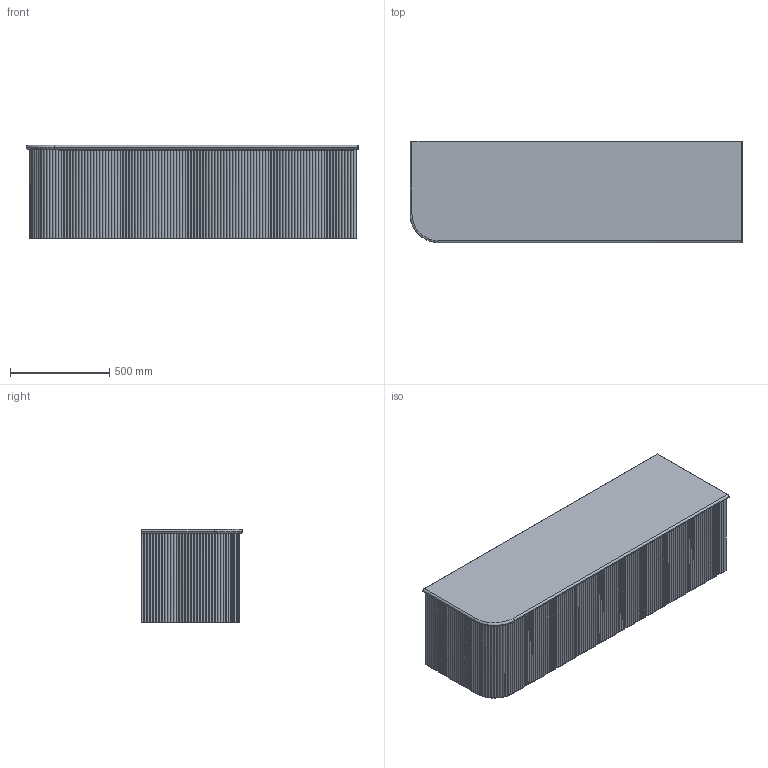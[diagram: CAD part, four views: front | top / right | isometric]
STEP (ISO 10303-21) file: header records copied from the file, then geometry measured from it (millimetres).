
FILE_DESCRIPTION(/* description */ (''),/* implementation_level */ '2;1');
FILE_NAME(/* name */ 'Kado Neue Fluted Single Curve 1650 (20MM)',/* time_stamp */ '2025-07-09T15:06:31+10:00',/* author */ (''),/* organization */ (''),/* preprocessor_version */ 'ST-DEVELOPER v16.5',/* originating_system */ '',/* authorisation */ '');
FILE_SCHEMA (('AUTOMOTIVE_DESIGN'));
Length unit declared in the file: millimetre
Products named in the file (15): Document; Kado Neue Fluted Single Curve 1650 (20MM); Kado Neue Fluted Single Curve ALL Benchtops28; Kado Neue Fluted Single Curve Benchtop (20MM) ALL27; Kado Neue Fluted Single Curve 1650 Benchtop (20MM)25; Kado Neue Fluted Single Curve 1650 Benchtop (20MM); Kado Neue Fluted Single Curve ALL29; Kado Neue Fluted Single Curve 165026; Kado Neue Fluted Panel 5952324; Kado Neue Fluted Panel 59511121314; Kado Neue Fluted Panel 443202122; Kado Neue Fluted Panel 4433456; Kado Neue Fluted Filler8; Kado Neue Fluted Carcass 180017; Kado Neue Fluted End19
Assembly tree (15 placements, depth 6):
  Document
    Kado Neue Fluted Single Curve 1650 (20MM)
      Kado Neue Fluted Single Curve ALL Benchtops28
        Kado Neue Fluted Single Curve Benchtop (20MM) ALL27
          Kado Neue Fluted Single Curve 1650 Benchtop (20MM)25
            Kado Neue Fluted Single Curve 1650 Benchtop (20MM)
      Kado Neue Fluted Single Curve ALL29
        Kado Neue Fluted Single Curve 165026
          Kado Neue Fluted Panel 5952324
            Kado Neue Fluted Panel 59511121314
          Kado Neue Fluted Panel 443202122  x2
            Kado Neue Fluted Panel 4433456
          Kado Neue Fluted Filler8
          Kado Neue Fluted Carcass 180017
          Kado Neue Fluted End19
Bounding box: 1673 x 510.05 x 470 mm (x, y, z)
Volume: 92784347.2 mm3; surface area: 9029157.1 mm2
Topology: 12 solids, 12 shells, 643 faces, 1845 edges, 1224 vertices
Faces by surface type: cylinder 429, plane 206, bspline 8
Entity records: 16137 total; most frequent: CARTESIAN_POINT 6202, ORIENTED_EDGE 2966, EDGE_CURVE 1483, VERTEX_POINT 984, B_SPLINE_CURVE_WITH_KNOTS 792, DIRECTION 585, AXIS2_PLACEMENT_3D 549, ADVANCED_FACE 521
